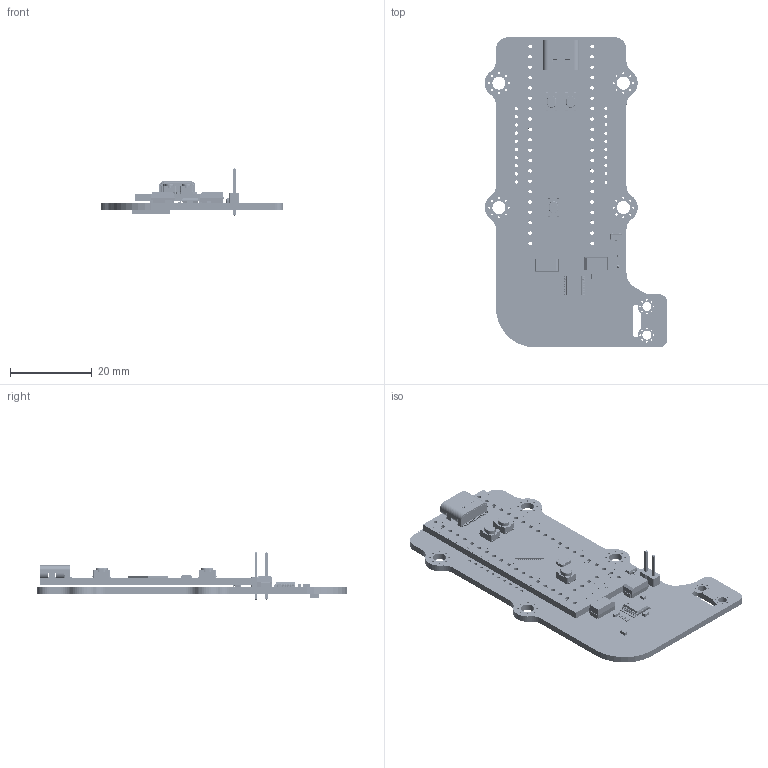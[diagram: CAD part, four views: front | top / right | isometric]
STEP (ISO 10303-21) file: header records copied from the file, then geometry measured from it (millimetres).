
FILE_DESCRIPTION(('FreeCAD Model'),'2;1');
FILE_NAME('Open CASCADE Shape Model','2022-08-12T15:01:14',('Author'),( ''),'Open CASCADE STEP processor 7.5','FreeCAD','Unknown');
FILE_SCHEMA(('AUTOMOTIVE_DESIGN { 1 0 10303 214 1 1 1 1 }'));
Products named in the file (1): STM32_DJI_Gimbal_sp
Bounding box: 44.74 x 76.14 x 11.54 mm (x, y, z)
Volume: 6240.3 mm3; surface area: 15885.9 mm2
Topology: 328 solids, 868 shells, 6266 faces, 40100 edges, 35150 vertices
Faces by surface type: plane 3628, bspline 1780, cylinder 826, torus 20, cone 6, sphere 6
Full cylindrical faces by diameter (mm): 0.4 x16, 0.5 x35, 0.8 x20, 0.98 x44, 1 x130, 1.8 x84, 2.2 x2, 3.2 x4
Entity records: 450607 total; most frequent: CARTESIAN_POINT 113484, ORIENTED_EDGE 54645, DIRECTION 48764, EDGE_CURVE 40092, VERTEX_POINT 35150, LINE 33358, VECTOR 33358, AXIS2_PLACEMENT_3D 7703
